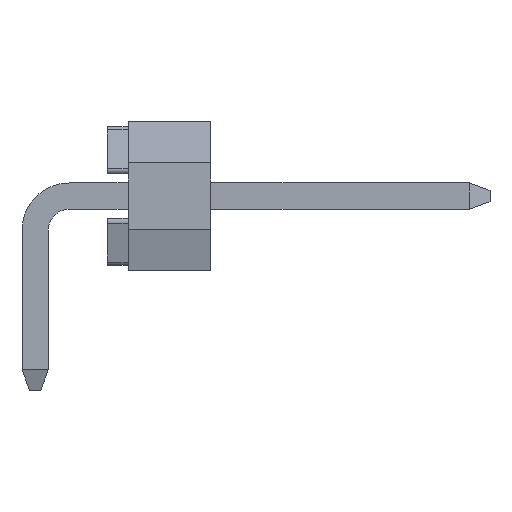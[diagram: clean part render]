
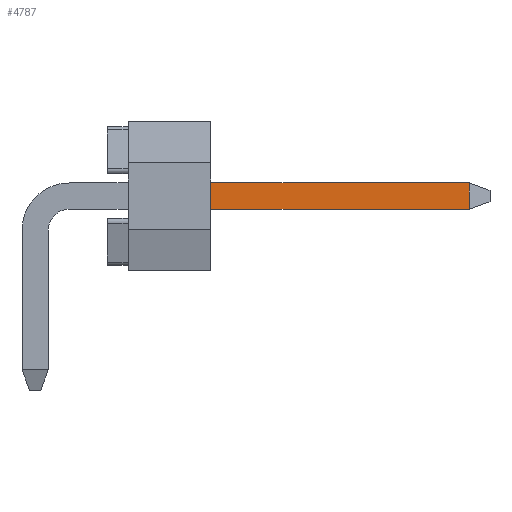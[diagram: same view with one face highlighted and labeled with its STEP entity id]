
A CAD part, left-side view. The second image highlights one B-rep face of the part: STEP entity #4787.
In plain terms, the highlighted planar face has unit normal (-1, 0, 0).
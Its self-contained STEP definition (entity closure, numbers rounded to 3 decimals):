
#243 = CARTESIAN_POINT ( 'NONE',  ( -6.667, -7.25, -0.318 ) ) ;
#833 = ORIENTED_EDGE ( 'NONE', *, *, #5974, .F. ) ;
#1075 = LINE ( 'NONE', #243, #6539 ) ;
#2496 = DIRECTION ( 'NONE',  ( 0., 0., 1. ) ) ;
#3229 = VERTEX_POINT ( 'NONE', #12400 ) ;
#3514 = VERTEX_POINT ( 'NONE', #12908 ) ;
#3808 = EDGE_CURVE ( 'NONE', #3514, #13835, #4663, .T. ) ;
#4663 = LINE ( 'NONE', #6896, #11273 ) ;
#4787 = ADVANCED_FACE ( 'NONE', ( #14335 ), #11137, .F. ) ;
#5394 = EDGE_LOOP ( 'NONE', ( #8497, #13939, #833, #10994 ) ) ;
#5577 = LINE ( 'NONE', #5721, #6664 ) ;
#5721 = CARTESIAN_POINT ( 'NONE',  ( -6.667, -7.25, -0.318 ) ) ;
#5974 = EDGE_CURVE ( 'NONE', #9206, #3514, #5577, .T. ) ;
#6222 = LINE ( 'NONE', #6856, #9776 ) ;
#6539 = VECTOR ( 'NONE', #2496, 1000. ) ;
#6664 = VECTOR ( 'NONE', #12709, 1000. ) ;
#6720 = DIRECTION ( 'NONE',  ( 0., 1., 0. ) ) ;
#6729 = AXIS2_PLACEMENT_3D ( 'NONE', #12392, #14790, #6720 ) ;
#6856 = CARTESIAN_POINT ( 'NONE',  ( -6.667, -1., 0.318 ) ) ;
#6896 = CARTESIAN_POINT ( 'NONE',  ( -6.667, -1., -0.318 ) ) ;
#8230 = EDGE_CURVE ( 'NONE', #13835, #3229, #6222, .T. ) ;
#8354 = CARTESIAN_POINT ( 'NONE',  ( -6.667, -1., 0.318 ) ) ;
#8497 = ORIENTED_EDGE ( 'NONE', *, *, #8230, .F. ) ;
#9149 = DIRECTION ( 'NONE',  ( 0., -1., 0. ) ) ;
#9206 = VERTEX_POINT ( 'NONE', #11863 ) ;
#9776 = VECTOR ( 'NONE', #9149, 1000. ) ;
#10994 = ORIENTED_EDGE ( 'NONE', *, *, #14933, .T. ) ;
#11137 = PLANE ( 'NONE',  #6729 ) ;
#11273 = VECTOR ( 'NONE', #12566, 1000. ) ;
#11863 = CARTESIAN_POINT ( 'NONE',  ( -6.667, -7.25, -0.318 ) ) ;
#12392 = CARTESIAN_POINT ( 'NONE',  ( -6.667, 0., 0. ) ) ;
#12400 = CARTESIAN_POINT ( 'NONE',  ( -6.667, -7.25, 0.318 ) ) ;
#12566 = DIRECTION ( 'NONE',  ( 0., 0., 1. ) ) ;
#12709 = DIRECTION ( 'NONE',  ( 0., 1., 0. ) ) ;
#12908 = CARTESIAN_POINT ( 'NONE',  ( -6.667, -1., -0.318 ) ) ;
#13835 = VERTEX_POINT ( 'NONE', #8354 ) ;
#13939 = ORIENTED_EDGE ( 'NONE', *, *, #3808, .F. ) ;
#14335 = FACE_OUTER_BOUND ( 'NONE', #5394, .T. ) ;
#14790 = DIRECTION ( 'NONE',  ( 1., 0., 0. ) ) ;
#14933 = EDGE_CURVE ( 'NONE', #9206, #3229, #1075, .T. ) ;
